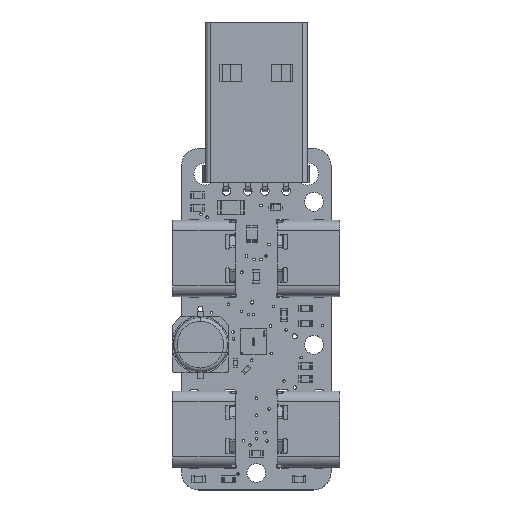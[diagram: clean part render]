
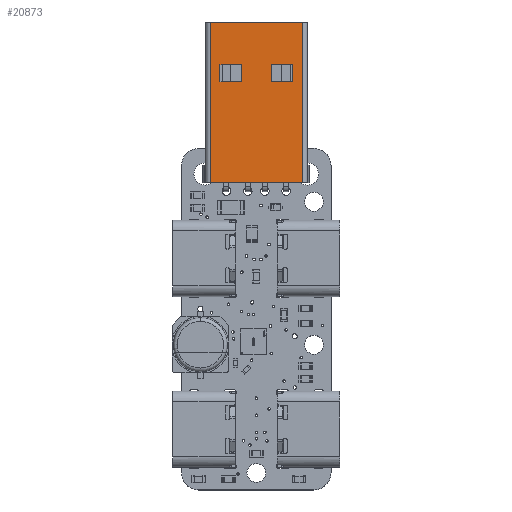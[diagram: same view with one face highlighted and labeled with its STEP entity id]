
A CAD part, top view. The second image highlights one B-rep face of the part: STEP entity #20873.
In plain terms, the highlighted planar face has unit normal (0, 0, 1).
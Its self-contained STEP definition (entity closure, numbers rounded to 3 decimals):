
#20845 = VERTEX_POINT('',#20846);
#20846 = CARTESIAN_POINT('',(5.4,0.,2.25));
#20853 = EDGE_CURVE('',#20854,#20845,#20856,.T.);
#20854 = VERTEX_POINT('',#20855);
#20855 = CARTESIAN_POINT('',(5.4,-18.8,2.25));
#20856 = LINE('',#20857,#20858);
#20857 = CARTESIAN_POINT('',(5.4,-18.8,2.25));
#20858 = VECTOR('',#20859,1.);
#20859 = DIRECTION('',(0.,1.,0.));
#20873 = ADVANCED_FACE('',(#20874,#20908,#20942),#20967,.T.);
#20874 = FACE_BOUND('',#20875,.T.);
#20875 = EDGE_LOOP('',(#20876,#20886,#20894,#20902));
#20876 = ORIENTED_EDGE('',*,*,#20877,.F.);
#20877 = EDGE_CURVE('',#20878,#20880,#20882,.T.);
#20878 = VERTEX_POINT('',#20879);
#20879 = CARTESIAN_POINT('',(-1.75,-13.8,2.25));
#20880 = VERTEX_POINT('',#20881);
#20881 = CARTESIAN_POINT('',(-1.75,-11.8,2.25));
#20882 = LINE('',#20883,#20884);
#20883 = CARTESIAN_POINT('',(-1.75,-11.8,2.25));
#20884 = VECTOR('',#20885,1.);
#20885 = DIRECTION('',(-0.,1.,-0.));
#20886 = ORIENTED_EDGE('',*,*,#20887,.F.);
#20887 = EDGE_CURVE('',#20888,#20878,#20890,.T.);
#20888 = VERTEX_POINT('',#20889);
#20889 = CARTESIAN_POINT('',(-4.25,-13.8,2.25));
#20890 = LINE('',#20891,#20892);
#20891 = CARTESIAN_POINT('',(-4.25,-13.8,2.25));
#20892 = VECTOR('',#20893,1.);
#20893 = DIRECTION('',(1.,0.,0.));
#20894 = ORIENTED_EDGE('',*,*,#20895,.F.);
#20895 = EDGE_CURVE('',#20896,#20888,#20898,.T.);
#20896 = VERTEX_POINT('',#20897);
#20897 = CARTESIAN_POINT('',(-4.25,-11.8,2.25));
#20898 = LINE('',#20899,#20900);
#20899 = CARTESIAN_POINT('',(-4.25,-11.8,2.25));
#20900 = VECTOR('',#20901,1.);
#20901 = DIRECTION('',(0.,-1.,0.));
#20902 = ORIENTED_EDGE('',*,*,#20903,.F.);
#20903 = EDGE_CURVE('',#20880,#20896,#20904,.T.);
#20904 = LINE('',#20905,#20906);
#20905 = CARTESIAN_POINT('',(-4.25,-11.8,2.25));
#20906 = VECTOR('',#20907,1.);
#20907 = DIRECTION('',(-1.,0.,-0.));
#20908 = FACE_BOUND('',#20909,.T.);
#20909 = EDGE_LOOP('',(#20910,#20920,#20928,#20936));
#20910 = ORIENTED_EDGE('',*,*,#20911,.F.);
#20911 = EDGE_CURVE('',#20912,#20914,#20916,.T.);
#20912 = VERTEX_POINT('',#20913);
#20913 = CARTESIAN_POINT('',(4.25,-13.8,2.25));
#20914 = VERTEX_POINT('',#20915);
#20915 = CARTESIAN_POINT('',(4.25,-11.8,2.25));
#20916 = LINE('',#20917,#20918);
#20917 = CARTESIAN_POINT('',(4.25,-11.8,2.25));
#20918 = VECTOR('',#20919,1.);
#20919 = DIRECTION('',(-0.,1.,-0.));
#20920 = ORIENTED_EDGE('',*,*,#20921,.F.);
#20921 = EDGE_CURVE('',#20922,#20912,#20924,.T.);
#20922 = VERTEX_POINT('',#20923);
#20923 = CARTESIAN_POINT('',(1.75,-13.8,2.25));
#20924 = LINE('',#20925,#20926);
#20925 = CARTESIAN_POINT('',(1.75,-13.8,2.25));
#20926 = VECTOR('',#20927,1.);
#20927 = DIRECTION('',(1.,0.,0.));
#20928 = ORIENTED_EDGE('',*,*,#20929,.F.);
#20929 = EDGE_CURVE('',#20930,#20922,#20932,.T.);
#20930 = VERTEX_POINT('',#20931);
#20931 = CARTESIAN_POINT('',(1.75,-11.8,2.25));
#20932 = LINE('',#20933,#20934);
#20933 = CARTESIAN_POINT('',(1.75,-11.8,2.25));
#20934 = VECTOR('',#20935,1.);
#20935 = DIRECTION('',(0.,-1.,0.));
#20936 = ORIENTED_EDGE('',*,*,#20937,.F.);
#20937 = EDGE_CURVE('',#20914,#20930,#20938,.T.);
#20938 = LINE('',#20939,#20940);
#20939 = CARTESIAN_POINT('',(1.75,-11.8,2.25));
#20940 = VECTOR('',#20941,1.);
#20941 = DIRECTION('',(-1.,-0.,-0.));
#20942 = FACE_BOUND('',#20943,.T.);
#20943 = EDGE_LOOP('',(#20944,#20952,#20960,#20966));
#20944 = ORIENTED_EDGE('',*,*,#20945,.F.);
#20945 = EDGE_CURVE('',#20946,#20845,#20948,.T.);
#20946 = VERTEX_POINT('',#20947);
#20947 = CARTESIAN_POINT('',(-5.4,0.,2.25));
#20948 = LINE('',#20949,#20950);
#20949 = CARTESIAN_POINT('',(-5.4,0.,2.25));
#20950 = VECTOR('',#20951,1.);
#20951 = DIRECTION('',(1.,0.,0.));
#20952 = ORIENTED_EDGE('',*,*,#20953,.F.);
#20953 = EDGE_CURVE('',#20954,#20946,#20956,.T.);
#20954 = VERTEX_POINT('',#20955);
#20955 = CARTESIAN_POINT('',(-5.4,-18.8,2.25));
#20956 = LINE('',#20957,#20958);
#20957 = CARTESIAN_POINT('',(-5.4,-18.8,2.25));
#20958 = VECTOR('',#20959,1.);
#20959 = DIRECTION('',(0.,1.,0.));
#20960 = ORIENTED_EDGE('',*,*,#20961,.T.);
#20961 = EDGE_CURVE('',#20954,#20854,#20962,.T.);
#20962 = LINE('',#20963,#20964);
#20963 = CARTESIAN_POINT('',(-5.4,-18.8,2.25));
#20964 = VECTOR('',#20965,1.);
#20965 = DIRECTION('',(1.,0.,0.));
#20966 = ORIENTED_EDGE('',*,*,#20853,.T.);
#20967 = PLANE('',#20968);
#20968 = AXIS2_PLACEMENT_3D('',#20969,#20970,#20971);
#20969 = CARTESIAN_POINT('',(-5.4,-18.8,2.25));
#20970 = DIRECTION('',(0.,0.,1.));
#20971 = DIRECTION('',(1.,0.,-0.));
